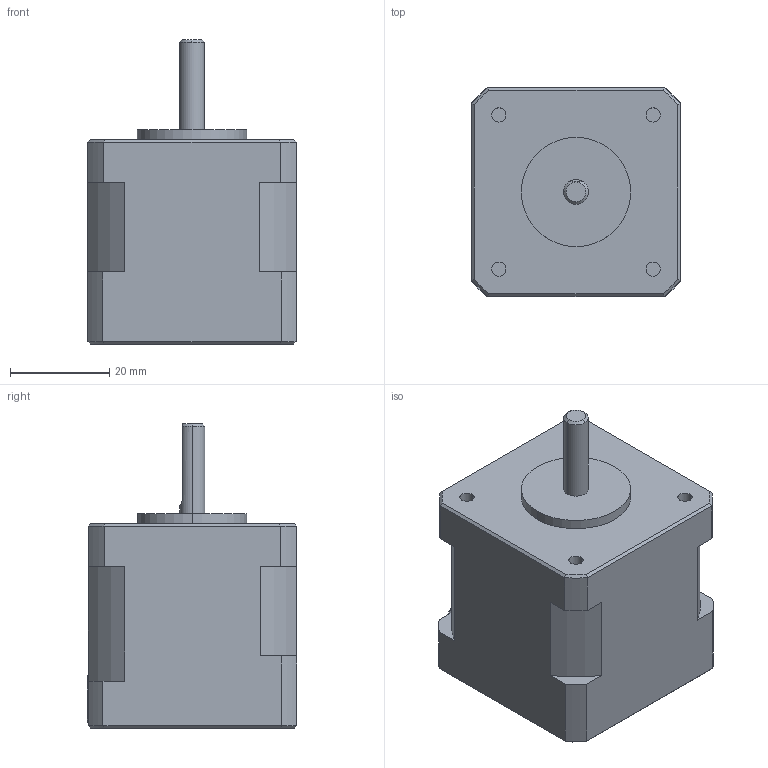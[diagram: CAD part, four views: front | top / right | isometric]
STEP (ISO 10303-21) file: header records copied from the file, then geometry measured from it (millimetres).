
FILE_DESCRIPTION (( 'STEP AP203' ), '1' );
FILE_NAME ('ElectroCraft-TPP17M-44A20-1100-X.STEP', '2021-05-07T02:32:06', ( '' ), ( '' ), 'SwSTEP 2.0', 'SolidWorks 2012', '' );
FILE_SCHEMA (( 'CONFIG_CONTROL_DESIGN' ));
Length unit declared in the file: millimetre
Products named in the file (2): ElectroCraft-TPP17M-44A20-1100-X; ElectroCraft-TPP23M-44A44-1100-0_TPE17-body_1.62
Assembly tree (1 placements, depth 2):
  ElectroCraft-TPP17M-44A20-1100-X
    ElectroCraft-TPP23M-44A44-1100-0_TPE17-body_1.62
Bounding box: 41.91 x 42.04 x 61.19 mm (x, y, z)
Volume: 70949.9 mm3; surface area: 10521.9 mm2
Topology: 1 solids, 1 shells, 280 faces, 732 edges, 481 vertices
Faces by surface type: plane 174, bspline 66, cylinder 29, cone 11
Entity records: 11910 total; most frequent: CARTESIAN_POINT 5252, ORIENTED_EDGE 1464, DIRECTION 1088, EDGE_CURVE 732, LINE 510, VECTOR 510, VERTEX_POINT 481, EDGE_LOOP 307
